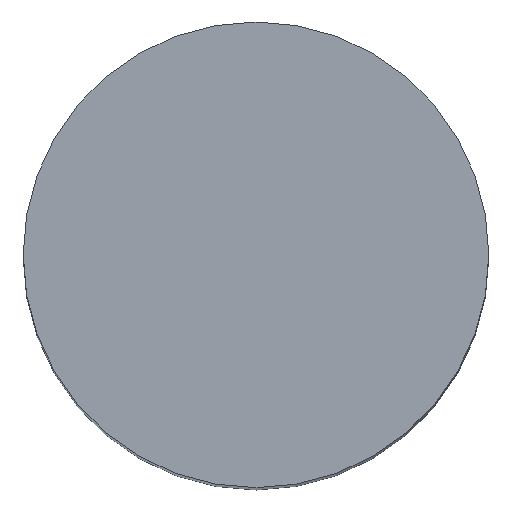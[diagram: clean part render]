
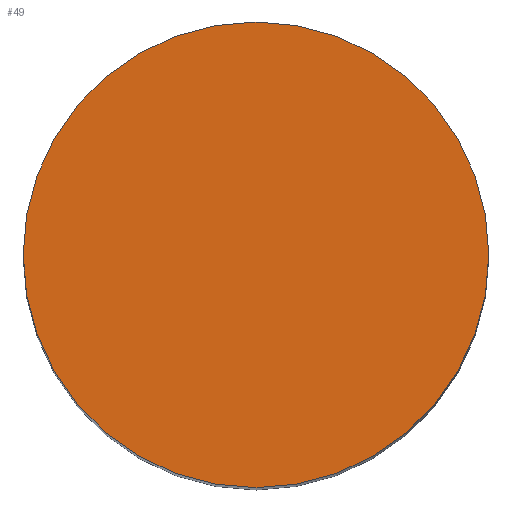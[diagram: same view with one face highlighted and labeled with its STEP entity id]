
A CAD part, top view. The second image highlights one B-rep face of the part: STEP entity #49.
In plain terms, the highlighted planar face has unit normal (0, 0, 1).
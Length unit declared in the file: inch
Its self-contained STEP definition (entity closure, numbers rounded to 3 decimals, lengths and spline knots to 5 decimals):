
#16=PLANE('',#76);
#23=FACE_OUTER_BOUND('',#29,.T.);
#29=EDGE_LOOP('',(#44));
#32=CIRCLE('',#74,0.71875);
#35=VERTEX_POINT('',#100);
#38=EDGE_CURVE('',#35,#35,#32,.T.);
#44=ORIENTED_EDGE('',*,*,#38,.T.);
#49=ADVANCED_FACE('',(#23),#16,.F.);
#74=AXIS2_PLACEMENT_3D('',#101,#87,#88);
#76=AXIS2_PLACEMENT_3D('',#103,#91,#92);
#87=DIRECTION('center_axis',(0.,0.,1.));
#88=DIRECTION('ref_axis',(1.,0.,0.));
#91=DIRECTION('center_axis',(0.,0.,-1.));
#92=DIRECTION('ref_axis',(1.,0.,0.));
#100=CARTESIAN_POINT('',(-0.71875,0.,2.5625));
#101=CARTESIAN_POINT('Origin',(0.,0.,2.5625));
#103=CARTESIAN_POINT('Origin',(0.,0.,2.5625));
